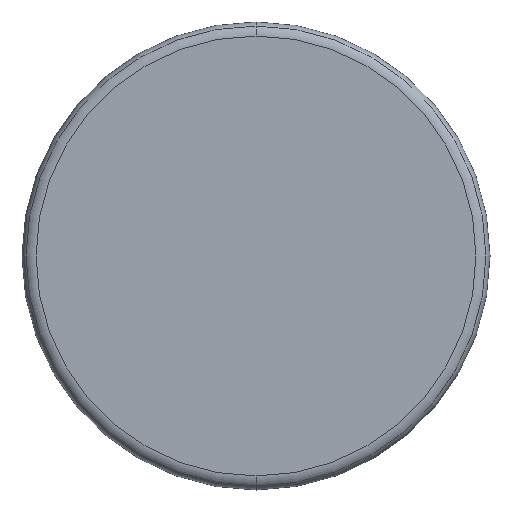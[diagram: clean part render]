
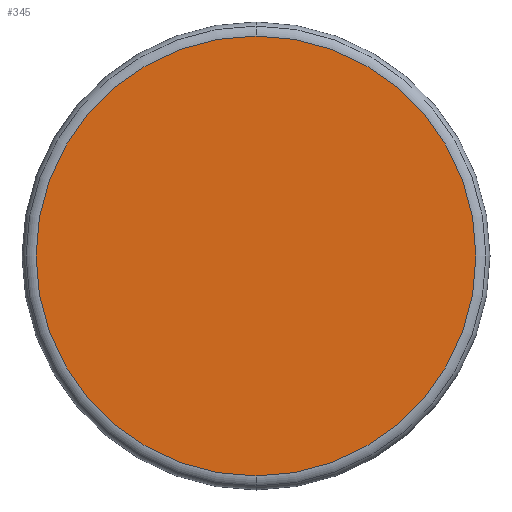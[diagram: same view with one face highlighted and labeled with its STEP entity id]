
A CAD part, front view. The second image highlights one B-rep face of the part: STEP entity #345.
In plain terms, the highlighted planar face has unit normal (0, -1, 0).
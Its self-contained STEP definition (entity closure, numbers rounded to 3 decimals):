
#130=CARTESIAN_POINT('',(0.,0.,0.));
#131=DIRECTION('',(0.,-1.,0.));
#132=DIRECTION('',(0.,0.,1.));
#133=AXIS2_PLACEMENT_3D('',#130,#131,#132);
#138=CARTESIAN_POINT('',(0.,0.,0.));
#139=DIRECTION('',(0.,-1.,0.));
#140=DIRECTION('',(0.,0.,-1.));
#141=AXIS2_PLACEMENT_3D('',#138,#139,#140);
#218=CARTESIAN_POINT('',(0.,0.,4.7));
#220=VERTEX_POINT('',#218);
#224=CARTESIAN_POINT('',(0.,0.,-4.7));
#225=VERTEX_POINT('',#224);
#335=CARTESIAN_POINT('',(0.,0.,0.));
#336=DIRECTION('',(0.,1.,0.));
#337=DIRECTION('',(0.,0.,1.));
#338=AXIS2_PLACEMENT_3D('',#335,#336,#337);
#339=PLANE('',#338);
#341=ORIENTED_EDGE('',*,*,#340,.F.);
#342=ORIENTED_EDGE('',*,*,#325,.F.);
#343=EDGE_LOOP('',(#341,#342));
#344=FACE_OUTER_BOUND('',#343,.F.);
#345=ADVANCED_FACE('',(#344),#339,.F.);
#134=CIRCLE('',#133,4.7);
#142=CIRCLE('',#141,4.7);
#325=EDGE_CURVE('',#225,#220,#142,.T.);
#340=EDGE_CURVE('',#220,#225,#134,.T.);
